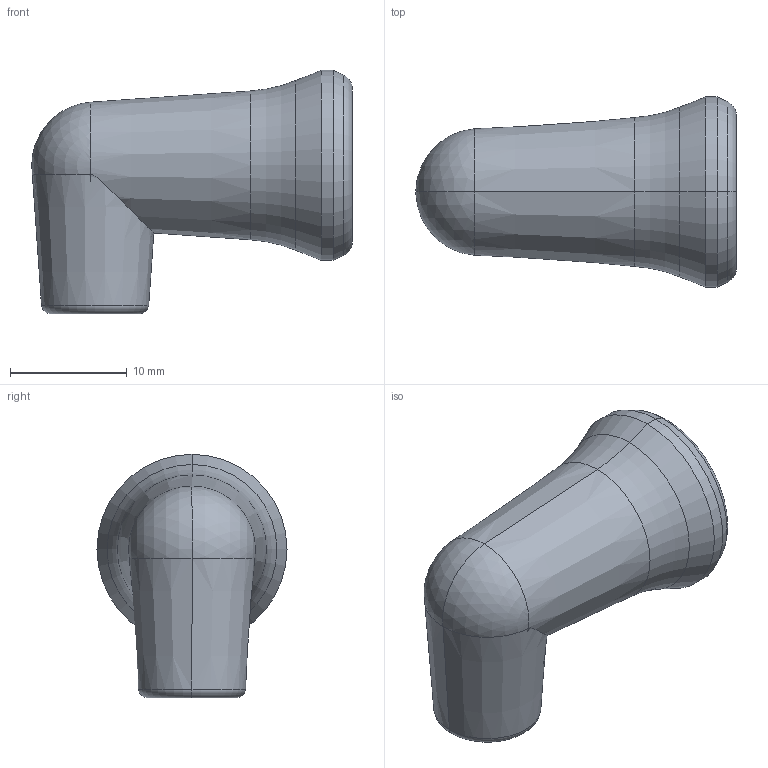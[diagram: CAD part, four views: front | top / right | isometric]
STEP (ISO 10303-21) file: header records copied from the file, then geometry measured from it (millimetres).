
FILE_DESCRIPTION (( 'STEP AP203' ), '1' );
FILE_NAME ('1-4x1-4 90 Degree Nozzle.STEP', '2005-02-04T23:01:57', ( 'mark lockwood' ), ( 'lockwood products inc.' ), 'SwSTEP 2.0', 'SolidWorks 2004146', '' );
FILE_SCHEMA (( 'CONFIG_CONTROL_DESIGN' ));
Length unit declared in the file: inch
Products named in the file (1): 1-4x1-4 90 Degree Nozzle
Bounding box: 27.46 x 16.28 x 20.84 mm (x, y, z)
Volume: 1838.6 mm3; surface area: 2535.2 mm2
Topology: 3 solids, 3 shells, 47 faces, 107 edges, 62 vertices
Faces by surface type: cone 16, cylinder 10, sphere 10, torus 6, plane 5
Entity records: 1541 total; most frequent: CARTESIAN_POINT 407, DIRECTION 250, ORIENTED_EDGE 204, AXIS2_PLACEMENT_3D 112, EDGE_CURVE 102, CIRCLE 64, VERTEX_POINT 59, EDGE_LOOP 49
